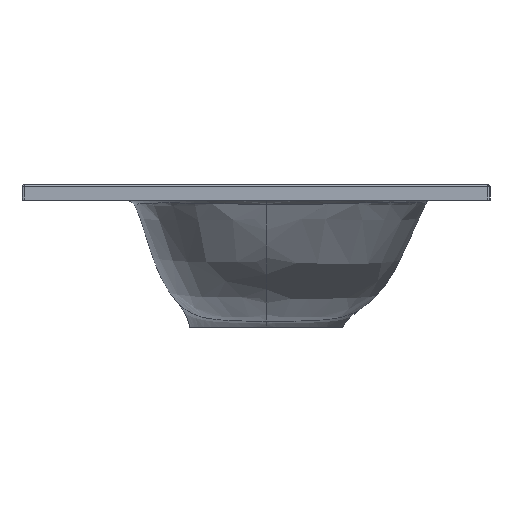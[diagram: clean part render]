
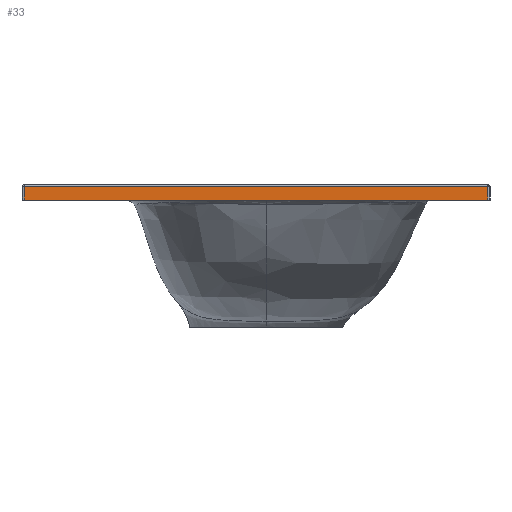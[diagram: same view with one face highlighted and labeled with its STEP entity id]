
A CAD part, left-side view. The second image highlights one B-rep face of the part: STEP entity #33.
In plain terms, the highlighted planar face has unit normal (-1, 0, 0).
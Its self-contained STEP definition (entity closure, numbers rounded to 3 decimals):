
#33=ADVANCED_FACE('',(#104),#1026,.T.);
#104=FACE_OUTER_BOUND('',#175,.T.);
#175=EDGE_LOOP('',(#308,#309,#310,#311));
#308=ORIENTED_EDGE('',*,*,#609,.T.);
#309=ORIENTED_EDGE('',*,*,#610,.T.);
#310=ORIENTED_EDGE('',*,*,#611,.T.);
#311=ORIENTED_EDGE('',*,*,#612,.T.);
#609=EDGE_CURVE('',#959,#960,#832,.T.);
#610=EDGE_CURVE('',#960,#961,#833,.T.);
#611=EDGE_CURVE('',#961,#962,#834,.T.);
#612=EDGE_CURVE('',#962,#959,#835,.T.);
#832=B_SPLINE_CURVE_WITH_KNOTS('',1,(#17194,#17195),.UNSPECIFIED.,.F.,.F.,
(2,2),(0.,13.),.UNSPECIFIED.);
#833=B_SPLINE_CURVE_WITH_KNOTS('',1,(#17196,#17197),.UNSPECIFIED.,.F.,.F.,
(2,2),(0.,456.),.UNSPECIFIED.);
#834=B_SPLINE_CURVE_WITH_KNOTS('',1,(#17198,#17199),.UNSPECIFIED.,.F.,.F.,
(2,2),(0.,13.),.UNSPECIFIED.);
#835=B_SPLINE_CURVE_WITH_KNOTS('',1,(#17200,#17201),.UNSPECIFIED.,.F.,.F.,
(2,2),(0.,456.),.UNSPECIFIED.);
#959=VERTEX_POINT('',#16761);
#960=VERTEX_POINT('',#16762);
#961=VERTEX_POINT('',#16763);
#962=VERTEX_POINT('',#16764);
#1026=PLANE('',#1186);
#1186=AXIS2_PLACEMENT_3D('',#10760,#1221,$);
#1221=DIRECTION('',(-1.,0.,0.));
#10760=CARTESIAN_POINT('',(-502.5,284.32,-17.02));
#16761=CARTESIAN_POINT('',(-502.5,-218.,-15.));
#16762=CARTESIAN_POINT('',(-502.5,-218.,-2.));
#16763=CARTESIAN_POINT('',(-502.5,238.,-2.));
#16764=CARTESIAN_POINT('',(-502.5,238.,-15.));
#17194=CARTESIAN_POINT('',(-502.5,-218.,-15.));
#17195=CARTESIAN_POINT('',(-502.5,-218.,-2.));
#17196=CARTESIAN_POINT('',(-502.5,-218.,-2.));
#17197=CARTESIAN_POINT('',(-502.5,238.,-2.));
#17198=CARTESIAN_POINT('',(-502.5,238.,-2.));
#17199=CARTESIAN_POINT('',(-502.5,238.,-15.));
#17200=CARTESIAN_POINT('',(-502.5,238.,-15.));
#17201=CARTESIAN_POINT('',(-502.5,-218.,-15.));
